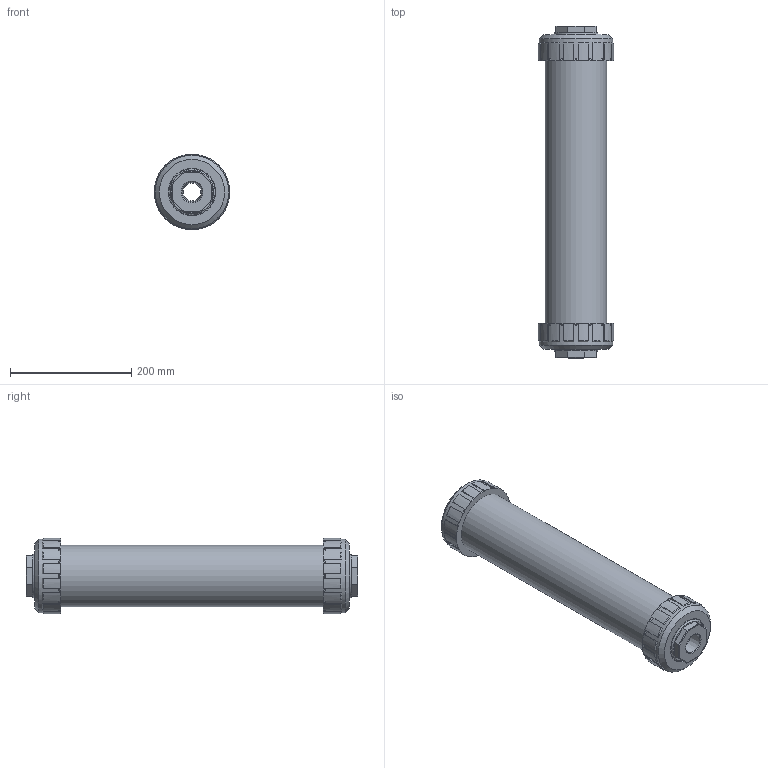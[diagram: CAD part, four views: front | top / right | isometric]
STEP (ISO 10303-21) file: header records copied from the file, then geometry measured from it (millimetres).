
FILE_DESCRIPTION((''),'2;1');
FILE_NAME('CVG-2000-PVC-10N_R5.iam.stp','2016-10-28T12:27:33',(''),(''),'Autodesk Inventor 2009','Autodesk Inventor 2009','');
FILE_SCHEMA(('AUTOMOTIVE_DESIGN { 1 0 10303 214 1 1 1 1 }'));
Length unit declared in the file: inch
Products named in the file (5): CVG-2000-PVC-10N_R5; CVG-3-2000-POLY-NPT-10_R0; CVG-6-2000; CVG-1-2000-A_R0; CVG-2-2000_R5
Assembly tree (6 placements, depth 2):
  CVG-2000-PVC-10N_R5
    CVG-3-2000-POLY-NPT-10_R0  x2
    CVG-6-2000  x2
    CVG-1-2000-A_R0
    CVG-2-2000_R5
Bounding box: 124.21 x 546.61 x 124.21 mm (x, y, z)
Volume: 1865592.4 mm3; surface area: 702470.4 mm2
Topology: 6 solids, 6 shells, 328 faces, 766 edges, 466 vertices
Faces by surface type: plane 110, cone 80, bspline 74, cylinder 62, torus 2
Full cylindrical faces by diameter (mm): 29.362 x2, 76.327 x2, 76.835 x2, 78.105 x2, 80.01 x1, 84.988 x1, 86.233 x2, 86.538 x2, 90.043 x6, 90.932 x1, 94.869 x2, 97.003 x16, 100.203 x14, 101.6 x1, 121.158 x2, 124.206 x2
Entity records: 11057 total; most frequent: CARTESIAN_POINT 7180, DIRECTION 772, ORIENTED_EDGE 696, EDGE_CURVE 348, AXIS2_PLACEMENT_3D 298, EDGE_LOOP 250, VERTEX_POINT 246, FACE_OUTER_BOUND 176
